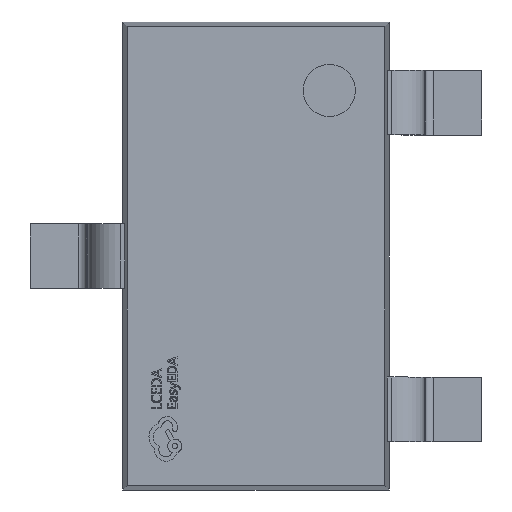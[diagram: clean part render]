
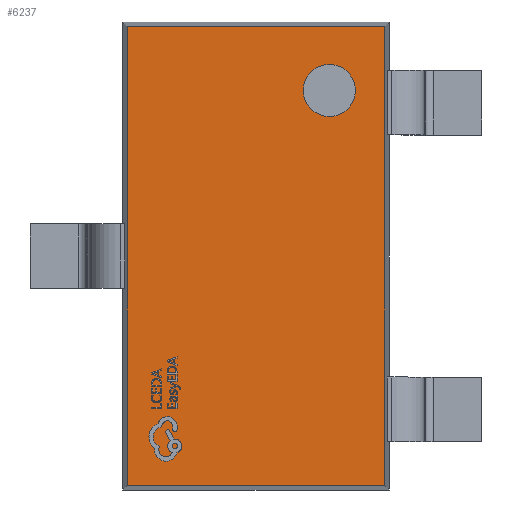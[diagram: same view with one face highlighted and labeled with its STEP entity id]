
A CAD part, top view. The second image highlights one B-rep face of the part: STEP entity #6237.
In plain terms, the highlighted planar face has unit normal (0, 0, 1).
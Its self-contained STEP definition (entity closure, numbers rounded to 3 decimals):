
#380=FACE_BOUND('',#958,.T.);
#404=PLANE('',#6616);
#616=FACE_OUTER_BOUND('',#957,.T.);
#957=EDGE_LOOP('',(#4183,#4184,#4185,#4186));
#958=EDGE_LOOP('',(#4187));
#1343=LINE('',#8569,#1983);
#1358=LINE('',#8595,#1998);
#1363=LINE('',#8604,#2003);
#1364=LINE('',#8606,#2004);
#1983=VECTOR('',#7002,1.);
#1998=VECTOR('',#7027,1.);
#2003=VECTOR('',#7034,1.);
#2004=VECTOR('',#7037,1.);
#2579=CIRCLE('',#6606,0.161);
#2605=VERTEX_POINT('',#8264);
#2660=VERTEX_POINT('',#8566);
#2661=VERTEX_POINT('',#8568);
#2667=VERTEX_POINT('',#8593);
#2670=VERTEX_POINT('',#8602);
#3196=EDGE_CURVE('',#2605,#2605,#2579,.T.);
#3251=EDGE_CURVE('',#2661,#2660,#1343,.T.);
#3266=EDGE_CURVE('',#2660,#2667,#1358,.T.);
#3271=EDGE_CURVE('',#2667,#2670,#1363,.T.);
#3272=EDGE_CURVE('',#2670,#2661,#1364,.T.);
#4183=ORIENTED_EDGE('',*,*,#3266,.T.);
#4184=ORIENTED_EDGE('',*,*,#3271,.T.);
#4185=ORIENTED_EDGE('',*,*,#3272,.T.);
#4186=ORIENTED_EDGE('',*,*,#3251,.T.);
#4187=ORIENTED_EDGE('',*,*,#3196,.F.);
#6237=ADVANCED_FACE('',(#616,#380),#404,.T.);
#6606=AXIS2_PLACEMENT_3D('',#8266,#6952,#6953);
#6616=AXIS2_PLACEMENT_3D('',#8607,#7038,#7039);
#6952=DIRECTION('center_axis',(0.,0.,1.));
#6953=DIRECTION('ref_axis',(0.,1.,0.));
#7002=DIRECTION('',(0.,1.,0.));
#7027=DIRECTION('',(-1.,0.,0.));
#7034=DIRECTION('',(0.,-1.,0.));
#7037=DIRECTION('',(1.,0.,0.));
#7038=DIRECTION('center_axis',(0.,0.,1.));
#7039=DIRECTION('ref_axis',(0.,1.,0.));
#8264=CARTESIAN_POINT('',(0.454,0.864,1.15));
#8266=CARTESIAN_POINT('Origin',(0.454,1.025,1.15));
#8566=CARTESIAN_POINT('',(0.797,1.422,1.15));
#8568=CARTESIAN_POINT('',(0.797,-1.422,1.15));
#8569=CARTESIAN_POINT('',(0.797,-1.45,1.15));
#8593=CARTESIAN_POINT('',(-0.797,1.422,1.15));
#8595=CARTESIAN_POINT('',(-0.825,1.422,1.15));
#8602=CARTESIAN_POINT('',(-0.797,-1.422,1.15));
#8604=CARTESIAN_POINT('',(-0.797,-1.45,1.15));
#8606=CARTESIAN_POINT('',(-0.825,-1.422,1.15));
#8607=CARTESIAN_POINT('Origin',(0.,0.,1.15));
